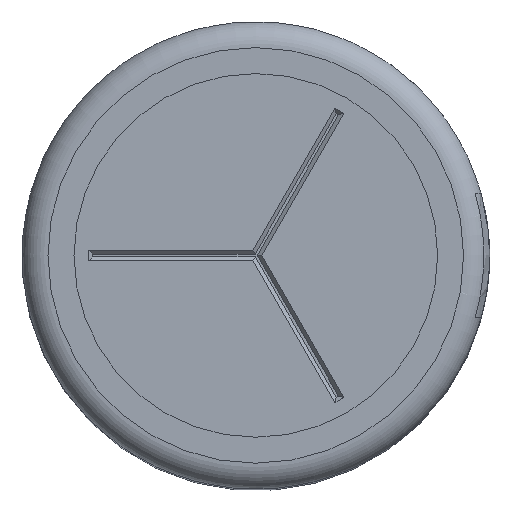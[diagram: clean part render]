
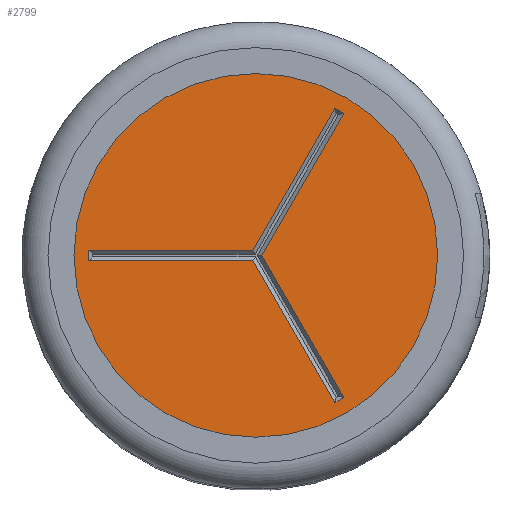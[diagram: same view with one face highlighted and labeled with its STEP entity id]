
A CAD part, top view. The second image highlights one B-rep face of the part: STEP entity #2799.
In plain terms, the highlighted planar face has unit normal (0, 0, 1).
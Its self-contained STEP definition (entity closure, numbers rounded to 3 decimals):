
#2697=CARTESIAN_POINT('',(7.0,0.0,35.8));
#2698=VERTEX_POINT('',#2697);
#2699=CARTESIAN_POINT('',(0.0,0.0,35.8));
#2700=DIRECTION('',(0.0,0.0,1.0));
#2701=DIRECTION('',(1.0,0.0,-0.0));
#2702=AXIS2_PLACEMENT_3D('',#2699,#2700,#2701);
#2703=CIRCLE('',#2702,7.0);
#2704=EDGE_CURVE('n� 2926',#2698,#2698,#2703,.T.);
#2717=CARTESIAN_POINT('',(3.043,5.67,35.8));
#2718=VERTEX_POINT('',#2717);
#2719=CARTESIAN_POINT('',(-0.115,0.2,35.8));
#2720=VERTEX_POINT('',#2719);
#2721=CARTESIAN_POINT('',(3.043,5.67,35.8));
#2722=DIRECTION('',(-0.5,-0.866,0.0));
#2723=VECTOR('',#2722,1.0);
#2724=LINE('',#2721,#2723);
#2725=EDGE_CURVE('n� 3877',#2718,#2720,#2724,.T.);
#2726=ORIENTED_EDGE('',*,*,#2725,.F.);
#2727=CARTESIAN_POINT('',(3.389,5.47,35.8));
#2728=VERTEX_POINT('',#2727);
#2729=CARTESIAN_POINT('',(3.389,5.47,35.8));
#2730=DIRECTION('',(-0.866,0.5,0.0));
#2731=VECTOR('',#2730,1.0);
#2732=LINE('',#2729,#2731);
#2733=EDGE_CURVE('n� 3875',#2728,#2718,#2732,.T.);
#2734=ORIENTED_EDGE('',*,*,#2733,.F.);
#2735=CARTESIAN_POINT('',(0.231,-0.0,35.8));
#2736=VERTEX_POINT('',#2735);
#2737=CARTESIAN_POINT('',(3.389,5.47,35.8));
#2738=DIRECTION('',(0.5,0.866,0.0));
#2739=VECTOR('',#2738,1.0);
#2740=LINE('',#2737,#2739);
#2741=EDGE_CURVE('n� 3873',#2736,#2728,#2740,.T.);
#2742=ORIENTED_EDGE('',*,*,#2741,.F.);
#2743=CARTESIAN_POINT('',(3.389,-5.47,35.8));
#2744=VERTEX_POINT('',#2743);
#2745=CARTESIAN_POINT('',(3.389,-5.47,35.8));
#2746=DIRECTION('',(-0.5,0.866,0.0));
#2747=VECTOR('',#2746,1.0);
#2748=LINE('',#2745,#2747);
#2749=EDGE_CURVE('n� 3871',#2744,#2736,#2748,.T.);
#2750=ORIENTED_EDGE('',*,*,#2749,.F.);
#2751=CARTESIAN_POINT('',(3.043,-5.67,35.8));
#2752=VERTEX_POINT('',#2751);
#2753=CARTESIAN_POINT('',(3.043,-5.67,35.8));
#2754=DIRECTION('',(0.866,0.5,0.0));
#2755=VECTOR('',#2754,1.0);
#2756=LINE('',#2753,#2755);
#2757=EDGE_CURVE('n� 3869',#2752,#2744,#2756,.T.);
#2758=ORIENTED_EDGE('',*,*,#2757,.F.);
#2759=CARTESIAN_POINT('',(-0.115,-0.2,35.8));
#2760=VERTEX_POINT('',#2759);
#2761=CARTESIAN_POINT('',(3.043,-5.67,35.8));
#2762=DIRECTION('',(0.5,-0.866,0.0));
#2763=VECTOR('',#2762,1.0);
#2764=LINE('',#2761,#2763);
#2765=EDGE_CURVE('n� 3867',#2760,#2752,#2764,.T.);
#2766=ORIENTED_EDGE('',*,*,#2765,.F.);
#2767=CARTESIAN_POINT('',(-6.432,-0.2,35.8));
#2768=VERTEX_POINT('',#2767);
#2769=CARTESIAN_POINT('',(-6.432,-0.2,35.8));
#2770=DIRECTION('',(1.0,-0.0,0.0));
#2771=VECTOR('',#2770,1.0);
#2772=LINE('',#2769,#2771);
#2773=EDGE_CURVE('n� 3699',#2768,#2760,#2772,.T.);
#2774=ORIENTED_EDGE('',*,*,#2773,.F.);
#2775=CARTESIAN_POINT('',(-6.432,0.2,35.8));
#2776=VERTEX_POINT('',#2775);
#2777=CARTESIAN_POINT('',(-6.432,0.2,35.8));
#2778=DIRECTION('',(0.0,-1.0,0.0));
#2779=VECTOR('',#2778,1.0);
#2780=LINE('',#2777,#2779);
#2781=EDGE_CURVE('n� 3696',#2776,#2768,#2780,.T.);
#2782=ORIENTED_EDGE('',*,*,#2781,.F.);
#2783=CARTESIAN_POINT('',(-6.432,0.2,35.8));
#2784=DIRECTION('',(-1.0,0.0,0.0));
#2785=VECTOR('',#2784,1.0);
#2786=LINE('',#2783,#2785);
#2787=EDGE_CURVE('n� 3834',#2720,#2776,#2786,.T.);
#2788=ORIENTED_EDGE('',*,*,#2787,.F.);
#2789=EDGE_LOOP('',(#2726,#2734,#2742,#2750,#2758,#2766,#2774,#2782,#2788));
#2790=FACE_OUTER_BOUND('',#2789,.T.);
#2791=ORIENTED_EDGE('',*,*,#2704,.T.);
#2792=EDGE_LOOP('',(#2791));
#2793=FACE_BOUND('',#2792,.T.);
#2794=CARTESIAN_POINT('',(0.0,0.0,35.8));
#2795=DIRECTION('',(0.0,0.0,1.0));
#2796=DIRECTION('',(1.0,0.0,-0.0));
#2797=AXIS2_PLACEMENT_3D('',#2794,#2795,#2796);
#2798=PLANE('',#2797);
#2799=ADVANCED_FACE('n� 2955',(#2790,#2793),#2798,.T.);
